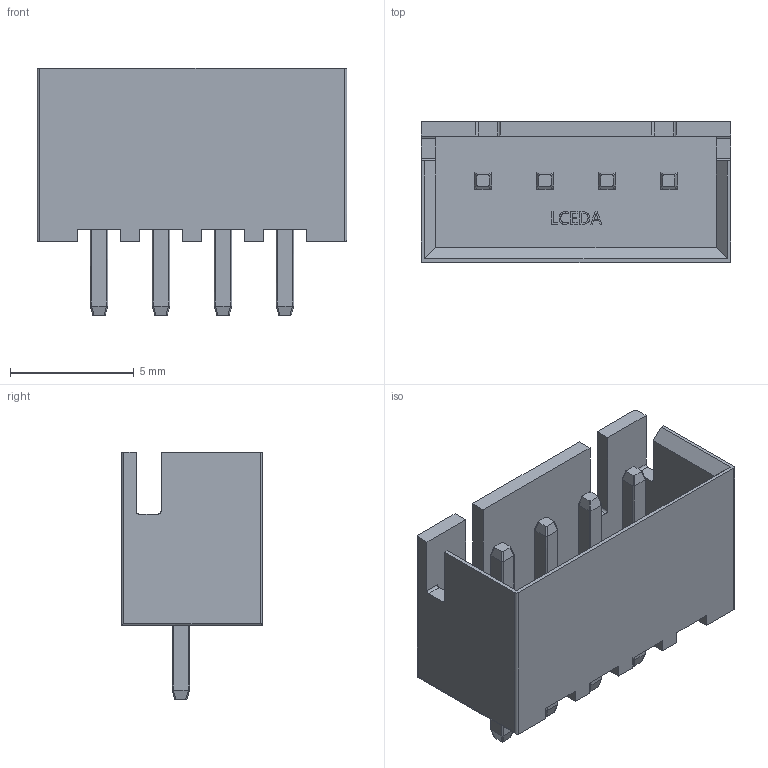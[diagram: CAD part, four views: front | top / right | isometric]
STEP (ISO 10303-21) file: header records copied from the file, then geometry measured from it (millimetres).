
FILE_DESCRIPTION (( 'STEP AP214' ), '1' );
FILE_NAME ('CONN-TH_4P-P2.50_4PIN.step', '2022-07-29T17:13:47', ( '' ), ( '' ), 'SwSTEP 2.0', 'SolidWorks 2020', '' );
FILE_SCHEMA (( 'AUTOMOTIVE_DESIGN' ));
Length unit declared in the file: millimetre
Products named in the file (1): CONN-TH_4P-P2.50_4PIN
Bounding box: 12.5 x 5.7 x 10 mm (x, y, z)
Volume: 230.7 mm3; surface area: 638.5 mm2
Topology: 14 solids, 14 shells, 483 faces, 1314 edges, 874 vertices
Faces by surface type: plane 293, bspline 112, cylinder 78
Entity records: 21752 total; most frequent: CARTESIAN_POINT 5172, ORIENTED_EDGE 2628, DIRECTION 1750, EDGE_CURVE 1314, VECTOR 902, LINE 902, VERTEX_POINT 874, EDGE_LOOP 510
